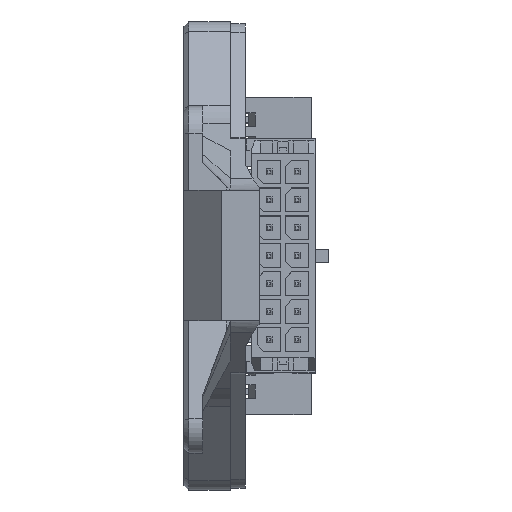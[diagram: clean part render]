
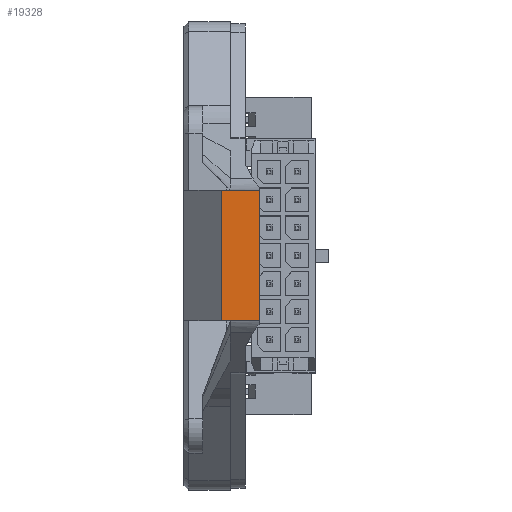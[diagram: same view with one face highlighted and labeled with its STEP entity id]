
A CAD part, top view. The second image highlights one B-rep face of the part: STEP entity #19328.
In plain terms, the highlighted face is planar.
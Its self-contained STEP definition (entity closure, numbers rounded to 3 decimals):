
#1560=FACE_OUTER_BOUND('',#2709,.T.);
#2709=EDGE_LOOP('',(#17148,#17149,#17150,#17151));
#4870=LINE('',#30232,#7300);
#4889=LINE('',#30280,#7319);
#5062=LINE('',#30739,#7492);
#5074=LINE('',#30765,#7504);
#7300=VECTOR('',#24858,10.);
#7319=VECTOR('',#24895,10.);
#7492=VECTOR('',#25316,10.);
#7504=VECTOR('',#25350,10.);
#9020=VERTEX_POINT('',#30229);
#9021=VERTEX_POINT('',#30231);
#9040=VERTEX_POINT('',#30277);
#9041=VERTEX_POINT('',#30279);
#11527=EDGE_CURVE('',#9020,#9021,#4870,.T.);
#11550=EDGE_CURVE('',#9041,#9040,#4889,.T.);
#11782=EDGE_CURVE('',#9021,#9040,#5062,.T.);
#11796=EDGE_CURVE('',#9041,#9020,#5074,.T.);
#17148=ORIENTED_EDGE('',*,*,#11782,.F.);
#17149=ORIENTED_EDGE('',*,*,#11527,.F.);
#17150=ORIENTED_EDGE('',*,*,#11796,.F.);
#17151=ORIENTED_EDGE('',*,*,#11550,.T.);
#18076=PLANE('',#20633);
#19328=ADVANCED_FACE('',(#1560),#18076,.T.);
#20633=AXIS2_PLACEMENT_3D('',#30951,#25569,#25570);
#24858=DIRECTION('',(0.,0.,-1.));
#24895=DIRECTION('',(0.,0.,-1.));
#25316=DIRECTION('',(1.,0.,0.));
#25350=DIRECTION('',(-1.,0.,0.));
#25569=DIRECTION('center_axis',(0.,1.,0.));
#25570=DIRECTION('ref_axis',(1.,0.,0.));
#30229=CARTESIAN_POINT('',(-7.,31.2,3.1));
#30231=CARTESIAN_POINT('',(-7.,31.2,-1.));
#30232=CARTESIAN_POINT('',(-7.,31.2,0.));
#30277=CARTESIAN_POINT('',(7.,31.2,-1.));
#30279=CARTESIAN_POINT('',(7.,31.2,3.1));
#30280=CARTESIAN_POINT('',(7.,31.2,0.));
#30739=CARTESIAN_POINT('',(-3.5,31.2,-1.));
#30765=CARTESIAN_POINT('',(3.5,31.2,3.1));
#30951=CARTESIAN_POINT('Origin',(-7.,31.2,0.));
